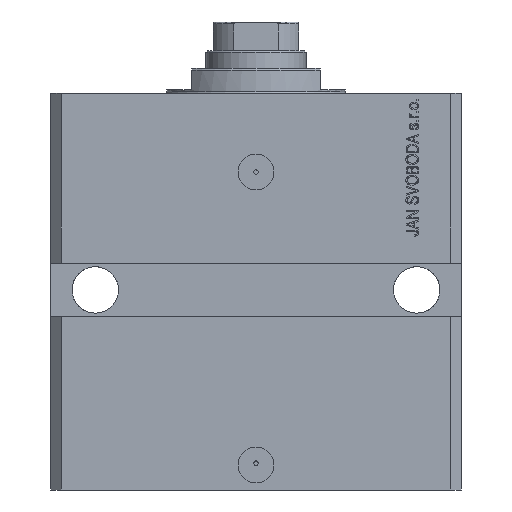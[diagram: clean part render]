
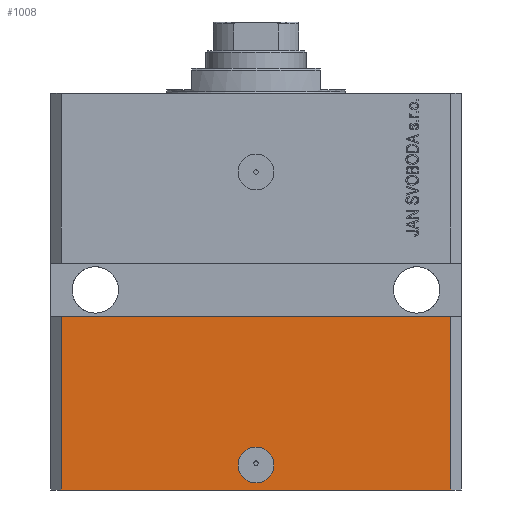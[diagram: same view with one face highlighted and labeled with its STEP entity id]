
A CAD part, front view. The second image highlights one B-rep face of the part: STEP entity #1008.
In plain terms, the highlighted planar face has unit normal (0, -1, 0).
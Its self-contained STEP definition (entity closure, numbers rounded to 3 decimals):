
#593 = VECTOR ( 'NONE', #11081, 1000. ) ;
#1008 = ADVANCED_FACE ( 'NONE', ( #30759, #30022 ), #41708, .T. ) ;
#1075 = CARTESIAN_POINT ( 'NONE',  ( 54.5, -45., -111. ) ) ;
#1524 = CARTESIAN_POINT ( 'NONE',  ( 54.5, -45., -62.5 ) ) ;
#2987 = CARTESIAN_POINT ( 'NONE',  ( 0., -45., -104. ) ) ;
#3346 = VERTEX_POINT ( 'NONE', #22039 ) ;
#4078 = VERTEX_POINT ( 'NONE', #1524 ) ;
#6761 = VERTEX_POINT ( 'NONE', #35235 ) ;
#8064 = LINE ( 'NONE', #11559, #593 ) ;
#11081 = DIRECTION ( 'NONE',  ( 1., 0., 0. ) ) ;
#11145 = VECTOR ( 'NONE', #38558, 1000. ) ;
#11220 = VERTEX_POINT ( 'NONE', #36205 ) ;
#11253 = ORIENTED_EDGE ( 'NONE', *, *, #34131, .F. ) ;
#11281 = DIRECTION ( 'NONE',  ( 1., 0., 0. ) ) ;
#11491 = CARTESIAN_POINT ( 'NONE',  ( -54.5, -45., -111. ) ) ;
#11559 = CARTESIAN_POINT ( 'NONE',  ( -54.5, -45., -111. ) ) ;
#13089 = ORIENTED_EDGE ( 'NONE', *, *, #20740, .T. ) ;
#14577 = CARTESIAN_POINT ( 'NONE',  ( -54.5, -45., -62.5 ) ) ;
#14852 = DIRECTION ( 'NONE',  ( 1., 0., 0. ) ) ;
#18503 = LINE ( 'NONE', #37409, #31369 ) ;
#20740 = EDGE_CURVE ( 'NONE', #27704, #4078, #39063, .T. ) ;
#22039 = CARTESIAN_POINT ( 'NONE',  ( 5., -45., -104. ) ) ;
#23116 = ORIENTED_EDGE ( 'NONE', *, *, #48472, .F. ) ;
#23186 = LINE ( 'NONE', #11491, #31956 ) ;
#23241 = ORIENTED_EDGE ( 'NONE', *, *, #41098, .T. ) ;
#23455 = DIRECTION ( 'NONE',  ( 0., -1., 0. ) ) ;
#24599 = CIRCLE ( 'NONE', #27744, 5. ) ;
#24676 = EDGE_CURVE ( 'NONE', #6761, #29891, #23186, .T. ) ;
#26931 = CARTESIAN_POINT ( 'NONE',  ( 0., -45., -104. ) ) ;
#27139 = EDGE_LOOP ( 'NONE', ( #11253, #42555, #23241, #13089 ) ) ;
#27353 = AXIS2_PLACEMENT_3D ( 'NONE', #26931, #23455, #38133 ) ;
#27704 = VERTEX_POINT ( 'NONE', #1075 ) ;
#27744 = AXIS2_PLACEMENT_3D ( 'NONE', #2987, #29115, #44280 ) ;
#28125 = ORIENTED_EDGE ( 'NONE', *, *, #30261, .F. ) ;
#28943 = AXIS2_PLACEMENT_3D ( 'NONE', #33995, #48923, #14852 ) ;
#29115 = DIRECTION ( 'NONE',  ( 0., -1., 0. ) ) ;
#29891 = VERTEX_POINT ( 'NONE', #14577 ) ;
#30022 = FACE_OUTER_BOUND ( 'NONE', #27139, .T. ) ;
#30261 = EDGE_CURVE ( 'NONE', #11220, #3346, #36911, .T. ) ;
#30759 = FACE_BOUND ( 'NONE', #41425, .T. ) ;
#31369 = VECTOR ( 'NONE', #11281, 1000. ) ;
#31956 = VECTOR ( 'NONE', #46062, 1000. ) ;
#33995 = CARTESIAN_POINT ( 'NONE',  ( -54.5, -45., -111. ) ) ;
#34131 = EDGE_CURVE ( 'NONE', #29891, #4078, #18503, .T. ) ;
#35235 = CARTESIAN_POINT ( 'NONE',  ( -54.5, -45., -111. ) ) ;
#36205 = CARTESIAN_POINT ( 'NONE',  ( -5., -45., -104. ) ) ;
#36911 = CIRCLE ( 'NONE', #27353, 5. ) ;
#37409 = CARTESIAN_POINT ( 'NONE',  ( -57.5, -45., -62.5 ) ) ;
#38133 = DIRECTION ( 'NONE',  ( 1., 0., 0. ) ) ;
#38558 = DIRECTION ( 'NONE',  ( 0., 0., 1. ) ) ;
#39063 = LINE ( 'NONE', #46510, #11145 ) ;
#41098 = EDGE_CURVE ( 'NONE', #6761, #27704, #8064, .T. ) ;
#41425 = EDGE_LOOP ( 'NONE', ( #23116, #28125 ) ) ;
#41708 = PLANE ( 'NONE',  #28943 ) ;
#42555 = ORIENTED_EDGE ( 'NONE', *, *, #24676, .F. ) ;
#44280 = DIRECTION ( 'NONE',  ( 1., 0., 0. ) ) ;
#46062 = DIRECTION ( 'NONE',  ( 0., 0., 1. ) ) ;
#46510 = CARTESIAN_POINT ( 'NONE',  ( 54.5, -45., -111. ) ) ;
#48472 = EDGE_CURVE ( 'NONE', #3346, #11220, #24599, .T. ) ;
#48923 = DIRECTION ( 'NONE',  ( 0., -1., 0. ) ) ;
